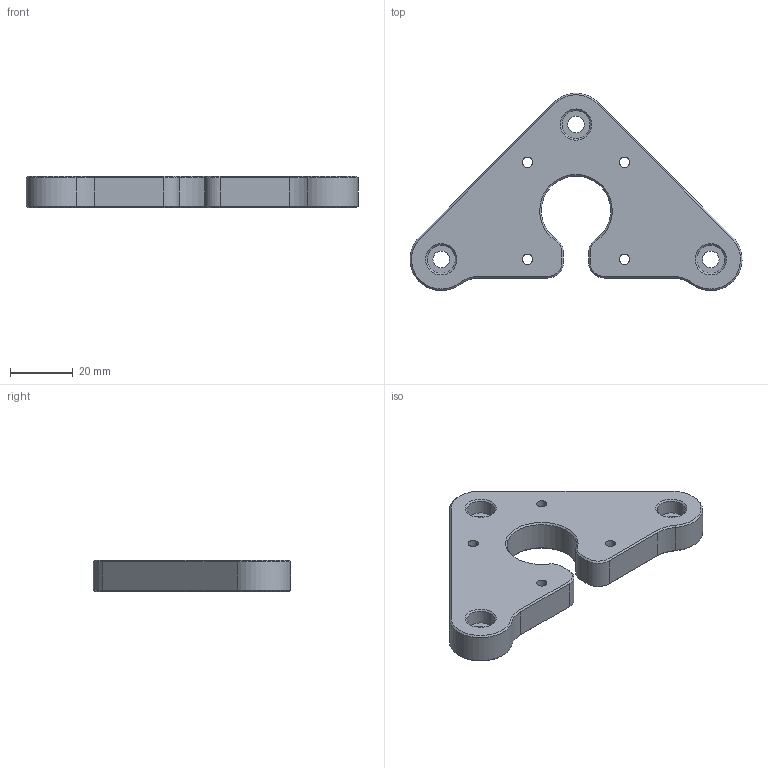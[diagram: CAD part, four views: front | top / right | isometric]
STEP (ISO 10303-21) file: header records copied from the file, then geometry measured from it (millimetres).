
FILE_DESCRIPTION(/* description */ (''),/* implementation_level */ '2;1');
FILE_NAME(/* name */ 'CORNER_MOTOR_PLATE v6.step',/* time_stamp */ '2022-12-02T06:03:38+07:00',/* author */ (''),/* organization */ (''),/* preprocessor_version */ 'ST-DEVELOPER v19.2',/* originating_system */ 'Autodesk Translation Framework v11.17.0.187',/* authorisation */ '');
FILE_SCHEMA (('AUTOMOTIVE_DESIGN { 1 0 10303 214 3 1 1 }'));
Length unit declared in the file: millimetre
Products named in the file (1): CORNER_MOTOR_PLATE
Bounding box: 106.14 x 63.05 x 10 mm (x, y, z)
Volume: 32554.5 mm3; surface area: 11144.9 mm2
Topology: 1 solids, 1 shells, 81 faces, 174 edges, 102 vertices
Faces by surface type: cone 30, plane 27, cylinder 24
Full cylindrical faces by diameter (mm): 3.3 x4, 5.3 x3, 6.7 x4, 9 x3
Entity records: 2231 total; most frequent: DIRECTION 416, CARTESIAN_POINT 358, ORIENTED_EDGE 348, EDGE_CURVE 174, AXIS2_PLACEMENT_3D 160, EDGE_LOOP 102, VERTEX_POINT 102, LINE 96
